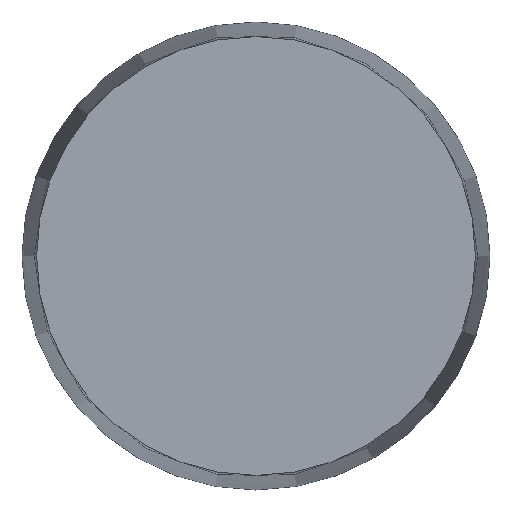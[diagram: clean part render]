
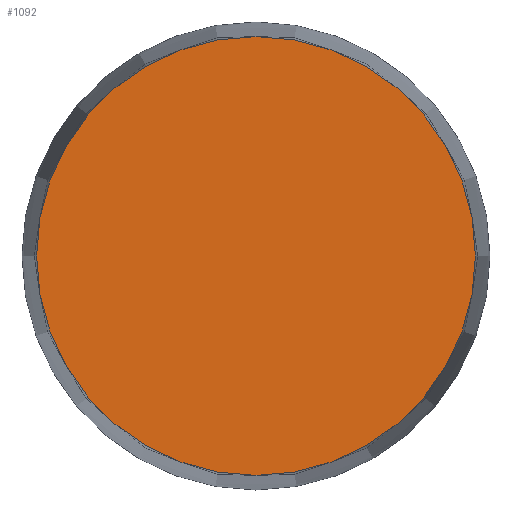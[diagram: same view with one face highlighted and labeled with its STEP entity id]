
A CAD part, front view. The second image highlights one B-rep face of the part: STEP entity #1092.
In plain terms, the highlighted planar face has unit normal (0, -1, 0).
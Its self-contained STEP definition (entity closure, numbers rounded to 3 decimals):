
#88=PLANE('',#1231);
#164=FACE_OUTER_BOUND('',#243,.T.);
#243=EDGE_LOOP('',(#949));
#443=CIRCLE('',#1230,15.);
#533=VERTEX_POINT('',#1994);
#672=EDGE_CURVE('',#533,#533,#443,.T.);
#949=ORIENTED_EDGE('',*,*,#672,.T.);
#1092=ADVANCED_FACE('',(#164),#88,.T.);
#1230=AXIS2_PLACEMENT_3D('',#1995,#1530,#1531);
#1231=AXIS2_PLACEMENT_3D('',#1997,#1533,#1534);
#1530=DIRECTION('center_axis',(0.,-1.,0.));
#1531=DIRECTION('ref_axis',(1.,0.,0.));
#1533=DIRECTION('center_axis',(0.,-1.,0.));
#1534=DIRECTION('ref_axis',(0.,0.,-1.));
#1994=CARTESIAN_POINT('',(-15.,0.,0.));
#1995=CARTESIAN_POINT('Origin',(0.,0.,
0.));
#1997=CARTESIAN_POINT('Origin',(7.5,0.,0.));
